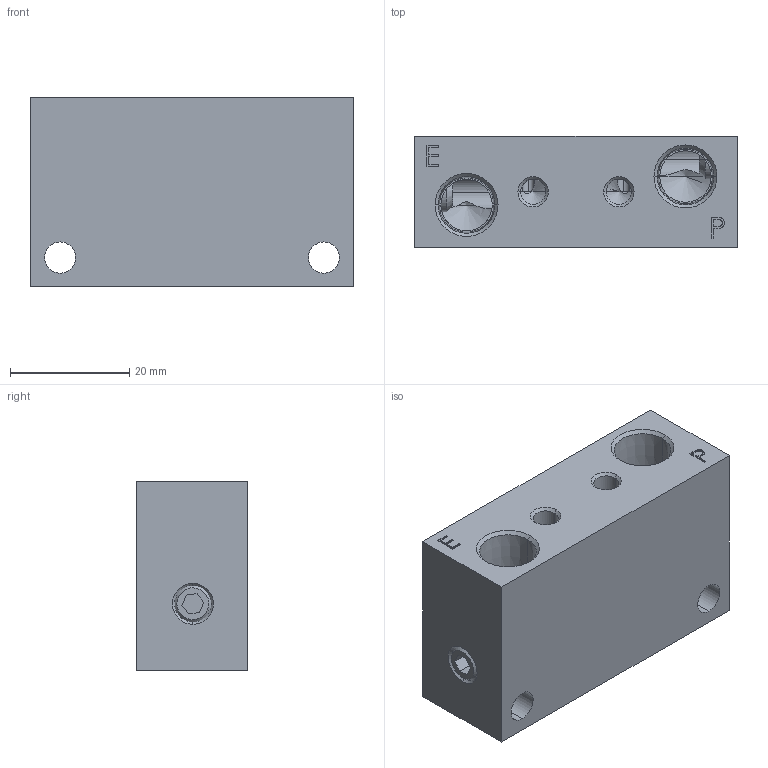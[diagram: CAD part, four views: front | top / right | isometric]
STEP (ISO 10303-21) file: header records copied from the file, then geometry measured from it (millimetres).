
FILE_DESCRIPTION (( 'STEP AP214' ), '1' );
FILE_NAME ('GM-322.step', '2018-10-25T18:22:45', ( '' ), ( '' ), 'SwSTEP 2.0', 'SolidWorks 2018', '' );
FILE_SCHEMA (( 'AUTOMOTIVE_DESIGN' ));
Length unit declared in the file: inch
Products named in the file (1): GM-322
Bounding box: 53.98 x 18.67 x 31.75 mm (x, y, z)
Volume: 27281.3 mm3; surface area: 10202.1 mm2
Topology: 3 solids, 3 shells, 158 faces, 406 edges, 242 vertices
Faces by surface type: cone 62, plane 49, cylinder 41, bspline 6
Entity records: 5635 total; most frequent: CARTESIAN_POINT 1567, ORIENTED_EDGE 772, DIRECTION 760, EDGE_CURVE 386, AXIS2_PLACEMENT_3D 273, VERTEX_POINT 242, LINE 214, VECTOR 214
